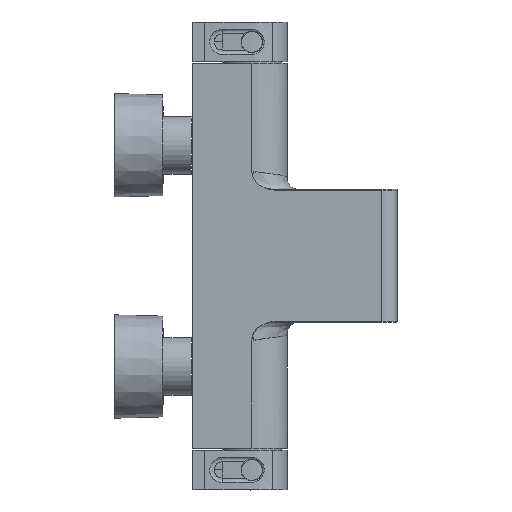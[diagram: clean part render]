
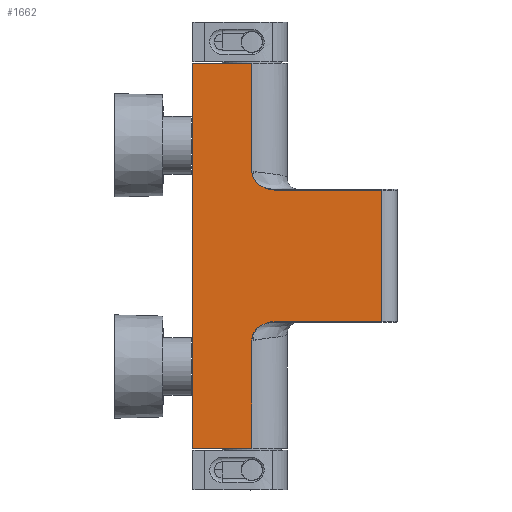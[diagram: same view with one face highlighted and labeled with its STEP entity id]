
A CAD part, top view. The second image highlights one B-rep face of the part: STEP entity #1662.
In plain terms, the highlighted planar face has unit normal (0, 0, 1).
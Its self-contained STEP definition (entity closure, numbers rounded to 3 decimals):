
#51=B_SPLINE_CURVE_WITH_KNOTS('',3,(#2705,#2706,#2707,#2708),
 .UNSPECIFIED.,.F.,.F.,(4,4),(0.,0.005),.UNSPECIFIED.);
#52=B_SPLINE_CURVE_WITH_KNOTS('',3,(#2711,#2712,#2713,#2714,#2715,#2716,
#2717),.UNSPECIFIED.,.F.,.F.,(4,1,1,1,4),(0.,0.005,
0.009,0.014,0.018),
 .UNSPECIFIED.);
#92=B_SPLINE_CURVE_WITH_KNOTS('',3,(#3245,#3246,#3247,#3248,#3249,#3250,
#3251),.UNSPECIFIED.,.F.,.F.,(4,1,1,1,4),(0.,0.005,
0.009,0.014,0.018),
 .UNSPECIFIED.);
#95=B_SPLINE_CURVE_WITH_KNOTS('',3,(#3291,#3292,#3293,#3294),
 .UNSPECIFIED.,.F.,.F.,(4,4),(0.,0.005),.UNSPECIFIED.);
#126=B_SPLINE_CURVE_WITH_KNOTS('',3,(#3572,#3573,#3574,#3575),
 .UNSPECIFIED.,.F.,.F.,(4,4),(0.,1.),.PIECEWISE_BEZIER_KNOTS.);
#127=B_SPLINE_CURVE_WITH_KNOTS('',3,(#3580,#3581,#3582,#3583),
 .UNSPECIFIED.,.F.,.F.,(4,4),(0.,1.),.PIECEWISE_BEZIER_KNOTS.);
#226=LINE('',#2799,#293);
#227=LINE('',#3269,#294);
#229=LINE('',#3300,#296);
#231=LINE('',#3309,#298);
#234=LINE('',#3363,#301);
#239=LINE('',#3377,#306);
#240=LINE('',#3577,#307);
#241=LINE('',#3578,#308);
#293=VECTOR('',#2313,1000.);
#294=VECTOR('',#2326,1000.);
#296=VECTOR('',#2332,1000.);
#298=VECTOR('',#2344,1000.);
#301=VECTOR('',#2357,1000.);
#306=VECTOR('',#2370,1000.);
#307=VECTOR('',#2373,1000.);
#308=VECTOR('',#2374,1000.);
#684=ORIENTED_EDGE('',*,*,#904,.F.);
#685=ORIENTED_EDGE('',*,*,#903,.F.);
#686=ORIENTED_EDGE('',*,*,#965,.F.);
#687=ORIENTED_EDGE('',*,*,#970,.T.);
#688=ORIENTED_EDGE('',*,*,#961,.T.);
#689=ORIENTED_EDGE('',*,*,#962,.T.);
#690=ORIENTED_EDGE('',*,*,#955,.T.);
#691=ORIENTED_EDGE('',*,*,#1015,.T.);
#692=ORIENTED_EDGE('',*,*,#1014,.F.);
#693=ORIENTED_EDGE('',*,*,#924,.T.);
#694=ORIENTED_EDGE('',*,*,#982,.T.);
#695=ORIENTED_EDGE('',*,*,#989,.F.);
#696=ORIENTED_EDGE('',*,*,#1013,.T.);
#697=ORIENTED_EDGE('',*,*,#1012,.F.);
#903=EDGE_CURVE('',#1145,#1146,#51,.T.);
#904=EDGE_CURVE('',#1146,#1147,#52,.T.);
#924=EDGE_CURVE('',#1166,#1165,#226,.T.);
#955=EDGE_CURVE('',#1190,#1191,#92,.T.);
#961=EDGE_CURVE('',#1192,#1193,#227,.T.);
#962=EDGE_CURVE('',#1193,#1190,#95,.T.);
#965=EDGE_CURVE('',#1195,#1145,#229,.T.);
#970=EDGE_CURVE('',#1195,#1192,#231,.T.);
#982=EDGE_CURVE('',#1165,#1206,#234,.T.);
#989=EDGE_CURVE('',#1210,#1206,#239,.T.);
#1012=EDGE_CURVE('',#1147,#1233,#126,.T.);
#1013=EDGE_CURVE('',#1210,#1233,#240,.T.);
#1014=EDGE_CURVE('',#1166,#1234,#241,.T.);
#1015=EDGE_CURVE('',#1191,#1234,#127,.T.);
#1145=VERTEX_POINT('',#2709);
#1146=VERTEX_POINT('',#2710);
#1147=VERTEX_POINT('',#2718);
#1165=VERTEX_POINT('',#2798);
#1166=VERTEX_POINT('',#2800);
#1190=VERTEX_POINT('',#3252);
#1191=VERTEX_POINT('',#3253);
#1192=VERTEX_POINT('',#3261);
#1193=VERTEX_POINT('',#3268);
#1195=VERTEX_POINT('',#3299);
#1206=VERTEX_POINT('',#3364);
#1210=VERTEX_POINT('',#3376);
#1233=VERTEX_POINT('',#3576);
#1234=VERTEX_POINT('',#3579);
#1414=EDGE_LOOP('',(#684,#685,#686,#687,#688,#689,#690,#691,#692,#693,#694,
#695,#696,#697));
#1527=FACE_BOUND('',#1414,.T.);
#1581=PLANE('',#2117);
#1662=ADVANCED_FACE('',(#1527),#1581,.T.);
#2117=AXIS2_PLACEMENT_3D('',#3825,#2375,#2376);
#2313=DIRECTION('',(-1.,0.,0.));
#2326=DIRECTION('',(-1.,0.,0.));
#2332=DIRECTION('',(-1.,0.,0.));
#2344=DIRECTION('',(0.,1.,0.));
#2357=DIRECTION('',(0.,-1.,0.));
#2370=DIRECTION('',(-1.,0.,0.));
#2373=DIRECTION('',(0.,1.,0.));
#2374=DIRECTION('',(0.,-1.,0.));
#2375=DIRECTION('',(0.,0.,1.));
#2376=DIRECTION('',(1.,0.,0.));
#2705=CARTESIAN_POINT('',(16.619,-44.5,23.996));
#2706=CARTESIAN_POINT('',(15.069,-44.5,23.996));
#2707=CARTESIAN_POINT('',(13.527,-44.671,23.996));
#2708=CARTESIAN_POINT('',(12.013,-45.,23.996));
#2709=CARTESIAN_POINT('',(16.619,-44.5,23.996));
#2710=CARTESIAN_POINT('',(12.013,-45.,23.996));
#2711=CARTESIAN_POINT('',(12.013,-45.,23.996));
#2712=CARTESIAN_POINT('',(10.509,-45.326,23.996));
#2713=CARTESIAN_POINT('',(7.556,-46.294,23.996));
#2714=CARTESIAN_POINT('',(3.646,-48.852,23.996));
#2715=CARTESIAN_POINT('',(0.774,-52.587,23.996));
#2716=CARTESIAN_POINT('',(0.038,-55.666,23.996));
#2717=CARTESIAN_POINT('',(-0.002,-57.204,23.996));
#2718=CARTESIAN_POINT('',(-0.002,-57.204,23.996));
#2798=CARTESIAN_POINT('',(-40.002,130.5,23.996));
#2799=CARTESIAN_POINT('',(44.098,130.5,23.996));
#2800=CARTESIAN_POINT('',(-0.002,130.5,23.996));
#3245=CARTESIAN_POINT('',(12.013,45.,23.996));
#3246=CARTESIAN_POINT('',(10.509,45.326,23.996));
#3247=CARTESIAN_POINT('',(7.556,46.294,23.996));
#3248=CARTESIAN_POINT('',(3.646,48.852,23.996));
#3249=CARTESIAN_POINT('',(0.774,52.587,23.996));
#3250=CARTESIAN_POINT('',(0.038,55.666,23.996));
#3251=CARTESIAN_POINT('',(-0.002,57.204,23.996));
#3252=CARTESIAN_POINT('',(12.013,45.,23.996));
#3253=CARTESIAN_POINT('',(-0.002,57.204,23.996));
#3261=CARTESIAN_POINT('',(88.198,44.5,23.996));
#3268=CARTESIAN_POINT('',(16.619,44.5,23.996));
#3269=CARTESIAN_POINT('',(44.098,44.5,23.996));
#3291=CARTESIAN_POINT('',(16.619,44.5,23.996));
#3292=CARTESIAN_POINT('',(15.069,44.5,23.996));
#3293=CARTESIAN_POINT('',(13.527,44.671,23.996));
#3294=CARTESIAN_POINT('',(12.013,45.,23.996));
#3299=CARTESIAN_POINT('',(88.198,-44.5,23.996));
#3300=CARTESIAN_POINT('',(44.098,-44.5,23.996));
#3309=CARTESIAN_POINT('',(88.198,-45.,23.996));
#3363=CARTESIAN_POINT('',(-40.002,87.5,23.996));
#3364=CARTESIAN_POINT('',(-40.002,-130.5,23.996));
#3376=CARTESIAN_POINT('',(-0.002,-130.5,23.996));
#3377=CARTESIAN_POINT('',(-0.002,-130.5,23.996));
#3572=CARTESIAN_POINT('',(-0.002,-45.,23.996));
#3573=CARTESIAN_POINT('',(-0.002,-49.167,23.996));
#3574=CARTESIAN_POINT('',(-0.002,-53.333,23.996));
#3575=CARTESIAN_POINT('',(-0.002,-57.5,23.996));
#3576=CARTESIAN_POINT('',(-0.002,-57.5,23.996));
#3577=CARTESIAN_POINT('',(-0.002,-130.5,23.996));
#3578=CARTESIAN_POINT('',(-0.002,130.5,23.996));
#3579=CARTESIAN_POINT('',(-0.002,57.5,23.996));
#3580=CARTESIAN_POINT('',(-0.002,45.,23.996));
#3581=CARTESIAN_POINT('',(-0.002,49.167,23.996));
#3582=CARTESIAN_POINT('',(-0.002,53.333,23.996));
#3583=CARTESIAN_POINT('',(-0.002,57.5,23.996));
#3825=CARTESIAN_POINT('',(44.098,87.5,23.996));
